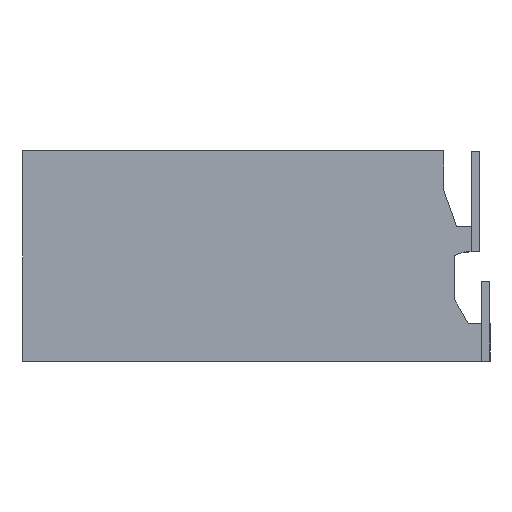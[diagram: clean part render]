
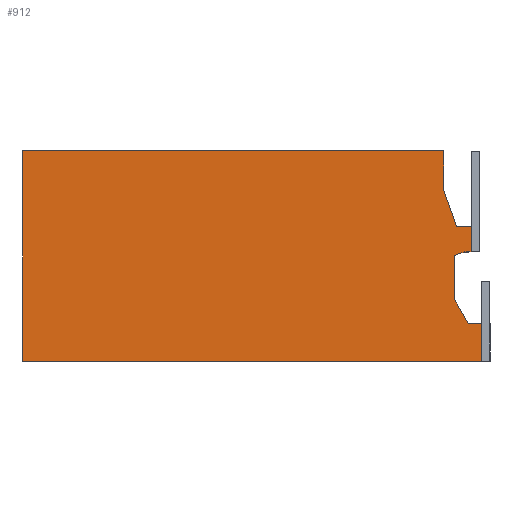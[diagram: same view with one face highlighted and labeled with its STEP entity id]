
A CAD part, left-side view. The second image highlights one B-rep face of the part: STEP entity #912.
In plain terms, the highlighted planar face has unit normal (-1, 0, 0).
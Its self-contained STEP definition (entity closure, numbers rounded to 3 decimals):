
#28=B_SPLINE_CURVE_WITH_KNOTS('',3,(#1598,#1599,#1600,#1601,#1602,#1603,
#1604,#1605,#1606,#1607,#1608,#1609),.UNSPECIFIED.,.F.,.F.,(4,2,2,2,2,4),
(0.,0.528,0.868,1.074,1.208,
8.565),.UNSPECIFIED.);
#68=FACE_OUTER_BOUND('',#114,.T.);
#114=EDGE_LOOP('',(#783,#784,#785,#786,#787,#788,#789,#790,#791,#792,#793,
#794,#795));
#129=LINE('',#1197,#249);
#130=LINE('',#1200,#250);
#148=LINE('',#1237,#268);
#222=LINE('',#1513,#342);
#224=LINE('',#1517,#344);
#226=LINE('',#1520,#346);
#227=LINE('',#1618,#347);
#234=LINE('',#1632,#354);
#236=LINE('',#1636,#356);
#238=LINE('',#1640,#358);
#239=LINE('',#1641,#359);
#240=LINE('',#1642,#360);
#249=VECTOR('',#979,1.);
#250=VECTOR('',#982,1.);
#268=VECTOR('',#1006,1.);
#342=VECTOR('',#1124,1.);
#344=VECTOR('',#1128,1.);
#346=VECTOR('',#1132,1.);
#347=VECTOR('',#1135,1.);
#354=VECTOR('',#1148,1.);
#356=VECTOR('',#1152,1.);
#358=VECTOR('',#1156,1.);
#359=VECTOR('',#1157,1.);
#360=VECTOR('',#1158,1.);
#365=VERTEX_POINT('',#1187);
#369=VERTEX_POINT('',#1195);
#370=VERTEX_POINT('',#1199);
#385=VERTEX_POINT('',#1234);
#386=VERTEX_POINT('',#1236);
#437=VERTEX_POINT('',#1510);
#438=VERTEX_POINT('',#1512);
#439=VERTEX_POINT('',#1516);
#440=VERTEX_POINT('',#1597);
#441=VERTEX_POINT('',#1617);
#445=VERTEX_POINT('',#1631);
#446=VERTEX_POINT('',#1635);
#447=VERTEX_POINT('',#1639);
#455=EDGE_CURVE('',#369,#365,#129,.T.);
#456=EDGE_CURVE('',#370,#365,#130,.T.);
#474=EDGE_CURVE('',#385,#386,#148,.T.);
#552=EDGE_CURVE('',#438,#437,#222,.T.);
#554=EDGE_CURVE('',#438,#439,#224,.T.);
#556=EDGE_CURVE('',#369,#439,#226,.T.);
#557=EDGE_CURVE('',#440,#370,#28,.F.);
#559=EDGE_CURVE('',#440,#441,#227,.T.);
#566=EDGE_CURVE('',#441,#445,#234,.T.);
#568=EDGE_CURVE('',#445,#446,#236,.T.);
#570=EDGE_CURVE('',#447,#437,#238,.T.);
#571=EDGE_CURVE('',#447,#386,#239,.T.);
#572=EDGE_CURVE('',#385,#446,#240,.T.);
#783=ORIENTED_EDGE('',*,*,#570,.F.);
#784=ORIENTED_EDGE('',*,*,#571,.T.);
#785=ORIENTED_EDGE('',*,*,#474,.F.);
#786=ORIENTED_EDGE('',*,*,#572,.T.);
#787=ORIENTED_EDGE('',*,*,#568,.F.);
#788=ORIENTED_EDGE('',*,*,#566,.F.);
#789=ORIENTED_EDGE('',*,*,#559,.F.);
#790=ORIENTED_EDGE('',*,*,#557,.T.);
#791=ORIENTED_EDGE('',*,*,#456,.T.);
#792=ORIENTED_EDGE('',*,*,#455,.F.);
#793=ORIENTED_EDGE('',*,*,#556,.T.);
#794=ORIENTED_EDGE('',*,*,#554,.F.);
#795=ORIENTED_EDGE('',*,*,#552,.T.);
#866=PLANE('',#958);
#912=ADVANCED_FACE('',(#68),#866,.F.);
#958=AXIS2_PLACEMENT_3D('',#1638,#1154,#1155);
#979=DIRECTION('',(0.,0.,-1.));
#982=DIRECTION('',(0.,-1.,0.));
#1006=DIRECTION('',(0.,1.,0.));
#1124=DIRECTION('',(0.,0.,1.));
#1128=DIRECTION('',(0.,-0.334,-0.942));
#1132=DIRECTION('',(0.,1.,0.));
#1135=DIRECTION('',(0.,0.,-1.));
#1148=DIRECTION('',(0.,-0.5,-0.866));
#1152=DIRECTION('',(0.,-1.,0.));
#1154=DIRECTION('center_axis',(1.,0.,0.));
#1155=DIRECTION('ref_axis',(0.,-1.,0.));
#1156=DIRECTION('',(0.,-1.,0.));
#1157=DIRECTION('',(0.,0.,-1.));
#1158=DIRECTION('',(0.,0.,1.));
#1187=CARTESIAN_POINT('',(-20.643,-37.421,56.496));
#1195=CARTESIAN_POINT('',(-20.643,-37.421,62.396));
#1197=CARTESIAN_POINT('',(-20.643,-37.421,55.496));
#1199=CARTESIAN_POINT('',(-20.643,-36.575,56.496));
#1200=CARTESIAN_POINT('',(-20.643,15.829,56.496));
#1234=CARTESIAN_POINT('',(-20.643,-39.921,30.496));
#1236=CARTESIAN_POINT('',(-20.643,69.079,30.496));
#1237=CARTESIAN_POINT('',(-20.643,13.579,30.496));
#1510=CARTESIAN_POINT('',(-20.643,-30.921,80.496));
#1512=CARTESIAN_POINT('',(-20.643,-30.921,71.096));
#1513=CARTESIAN_POINT('',(-20.643,-30.921,74.796));
#1516=CARTESIAN_POINT('',(-20.643,-34.008,62.396));
#1517=CARTESIAN_POINT('',(-20.643,-32.228,67.411));
#1520=CARTESIAN_POINT('',(-20.643,16.829,62.396));
#1597=CARTESIAN_POINT('',(-20.643,-33.421,55.617));
#1598=CARTESIAN_POINT('Ctrl Pts',(-20.643,-36.575,56.496));
#1599=CARTESIAN_POINT('Ctrl Pts',(-20.643,-36.399,56.496));
#1600=CARTESIAN_POINT('Ctrl Pts',(-20.643,-36.22,56.489));
#1601=CARTESIAN_POINT('Ctrl Pts',(-20.643,-35.93,56.455));
#1602=CARTESIAN_POINT('Ctrl Pts',(-20.643,-35.819,56.436));
#1603=CARTESIAN_POINT('Ctrl Pts',(-20.643,-35.639,56.393));
#1604=CARTESIAN_POINT('Ctrl Pts',(-20.643,-35.573,56.374));
#1605=CARTESIAN_POINT('Ctrl Pts',(-20.643,-35.464,56.34));
#1606=CARTESIAN_POINT('Ctrl Pts',(-20.643,-35.432,56.328));
#1607=CARTESIAN_POINT('Ctrl Pts',(-20.643,-34.753,56.088));
#1608=CARTESIAN_POINT('Ctrl Pts',(-20.643,-34.087,55.853));
#1609=CARTESIAN_POINT('Ctrl Pts',(-20.643,-33.421,55.617));
#1617=CARTESIAN_POINT('',(-20.643,-33.421,45.296));
#1618=CARTESIAN_POINT('',(-20.643,-33.421,49.396));
#1631=CARTESIAN_POINT('',(-20.643,-36.765,39.496));
#1632=CARTESIAN_POINT('',(-20.643,-34.804,42.896));
#1635=CARTESIAN_POINT('',(-20.643,-39.921,39.496));
#1636=CARTESIAN_POINT('',(-20.643,15.579,39.496));
#1638=CARTESIAN_POINT('Origin',(-20.643,69.079,55.496));
#1639=CARTESIAN_POINT('',(-20.643,69.079,80.496));
#1640=CARTESIAN_POINT('',(-20.643,18.079,80.496));
#1641=CARTESIAN_POINT('',(-20.643,69.079,55.496));
#1642=CARTESIAN_POINT('',(-20.643,-39.921,47.496));
